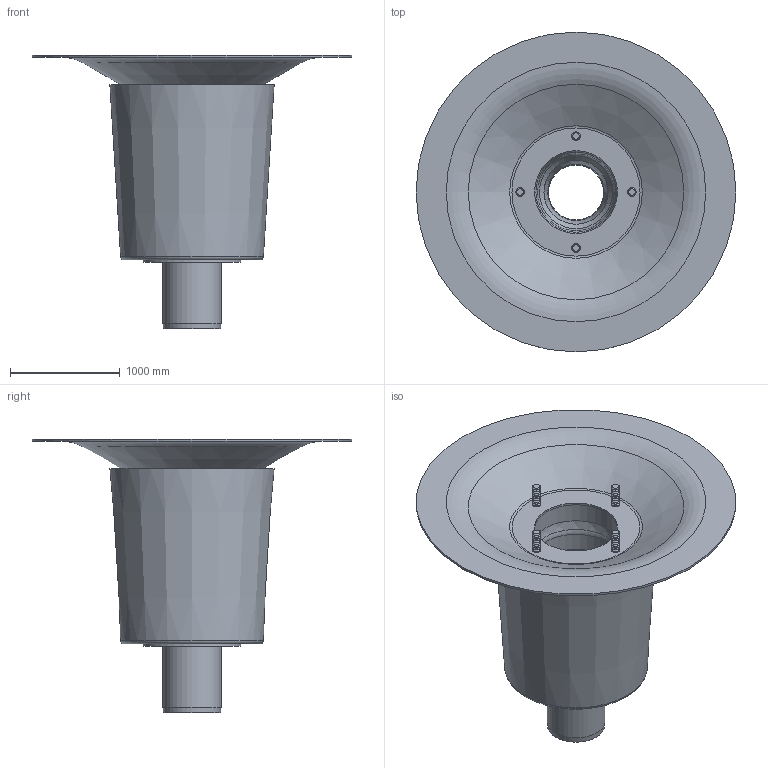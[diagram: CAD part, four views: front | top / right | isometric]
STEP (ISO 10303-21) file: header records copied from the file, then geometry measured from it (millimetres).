
FILE_DESCRIPTION(/* description */ (''),/* implementation_level */ '2;1');
FILE_NAME(/* name */ '19002.050X_3D.stp',/* time_stamp */ '2025-11-13T07:25:24+01:00',/* author */ ('d.brandes'),/* organization */ (''),/* preprocessor_version */ 'ST-DEVELOPER v20.1',/* originating_system */ 'AutoCAD Mechanical',/* authorisation */ '');
FILE_SCHEMA (('AUTOMOTIVE_DESIGN { 1 0 10303 214 3 1 1 }'));
Length unit declared in the file: centimetre
Products named in the file (2): Product; *S0
Assembly tree (1 placements, depth 2):
  Product
    *S0
Bounding box: 2920 x 2920 x 2500 mm (x, y, z)
Volume: 1438296594.5 mm3; surface area: 37732473.2 mm2
Topology: 9 solids, 9 shells, 164 faces, 357 edges, 211 vertices
Faces by surface type: cone 96, cylinder 25, plane 23, torus 18, bspline 2
Full cylindrical faces by diameter (mm): 40 x3, 80 x4, 100 x1, 510 x1, 530 x2, 706 x1, 730 x1, 756 x1, 758 x1, 782 x1, 808 x1, 832 x1, 890 x1, 950 x1, 1070 x1, 2920 x1
Entity records: 4888 total; most frequent: CARTESIAN_POINT 1058, DIRECTION 898, ORIENTED_EDGE 712, AXIS2_PLACEMENT_3D 387, EDGE_CURVE 356, CIRCLE 222, VERTEX_POINT 209, EDGE_LOOP 181
